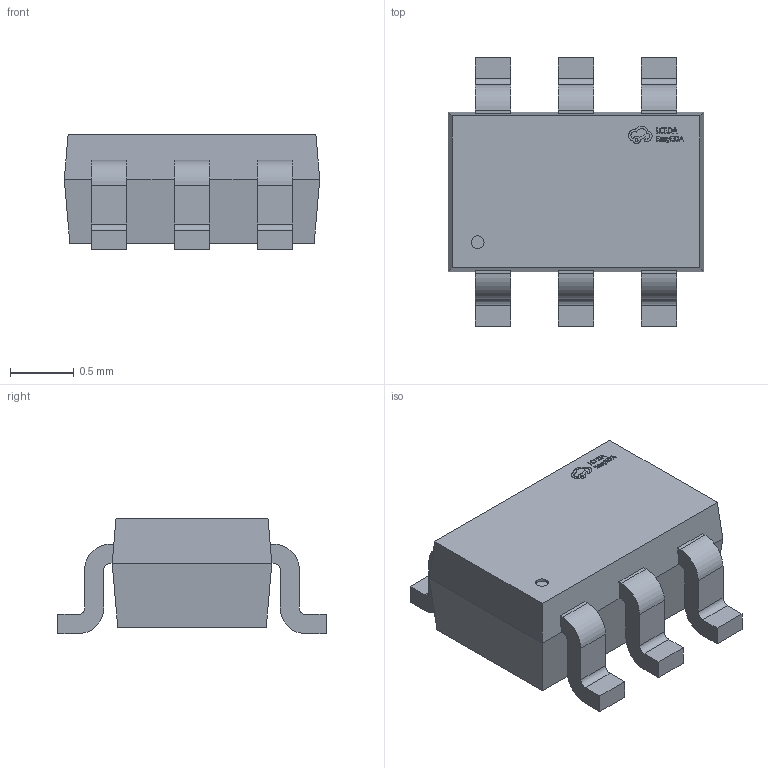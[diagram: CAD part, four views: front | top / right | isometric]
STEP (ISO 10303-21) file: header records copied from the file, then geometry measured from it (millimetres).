
FILE_DESCRIPTION (( 'STEP AP214' ), '1' );
FILE_NAME ('SOT-363-6_L2.2-W1.3-P0.65-LS2.1-BL.step', '2022-07-26T11:12:54', ( '' ), ( '' ), 'SwSTEP 2.0', 'SolidWorks 2020', '' );
FILE_SCHEMA (( 'AUTOMOTIVE_DESIGN' ));
Length unit declared in the file: millimetre
Products named in the file (1): SOT-363-6_L2.2-W1.3-P0.65-LS2.1-BL
Bounding box: 2 x 2.1 x 0.9 mm (x, y, z)
Volume: 2.2 mm3; surface area: 14.5 mm2
Topology: 14 solids, 14 shells, 381 faces, 1019 edges, 674 vertices
Faces by surface type: plane 243, bspline 112, cylinder 26
Entity records: 16708 total; most frequent: CARTESIAN_POINT 4179, ORIENTED_EDGE 2038, DIRECTION 1383, EDGE_CURVE 1019, LINE 739, VECTOR 739, VERTEX_POINT 674, EDGE_LOOP 401
